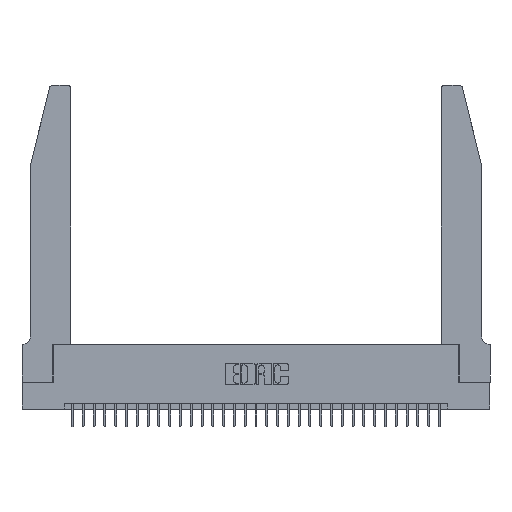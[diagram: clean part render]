
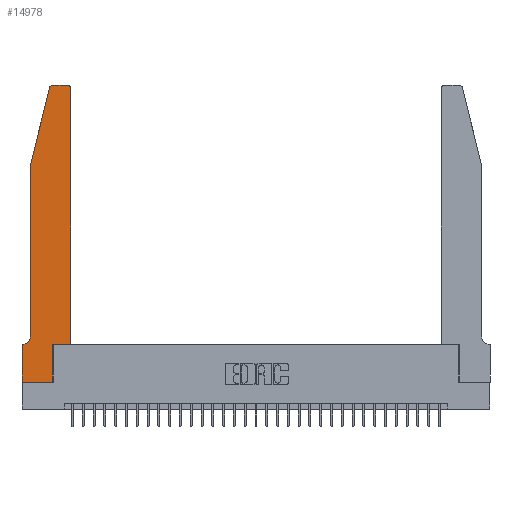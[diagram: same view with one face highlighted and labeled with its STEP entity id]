
A CAD part, top view. The second image highlights one B-rep face of the part: STEP entity #14978.
In plain terms, the highlighted planar face has unit normal (0, 0, 1).
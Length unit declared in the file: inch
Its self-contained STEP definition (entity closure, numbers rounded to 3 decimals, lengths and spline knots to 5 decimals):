
#8 = CIRCLE ( 'NONE', #17103, 0.03 ) ;
#32 = CARTESIAN_POINT ( 'NONE',  ( 0., 0., 0.37 ) ) ;
#794 = CARTESIAN_POINT ( 'NONE',  ( 0.2865, 0.35, 0.37 ) ) ;
#1018 = DIRECTION ( 'NONE',  ( 0., 1., 0. ) ) ;
#1449 = ORIENTED_EDGE ( 'NONE', *, *, #4591, .T. ) ;
#1927 = CARTESIAN_POINT ( 'NONE',  ( 0.0755, 2., 0.37 ) ) ;
#3621 = CARTESIAN_POINT ( 'NONE',  ( 0.4505, 2.72, 0.37 ) ) ;
#4172 = CIRCLE ( 'NONE', #26509, 0.07 ) ;
#4591 = EDGE_CURVE ( 'NONE', #24767, #12280, #10456, .T. ) ;
#4892 = CARTESIAN_POINT ( 'NONE',  ( 0.4205, 2.75, 0.37 ) ) ;
#4901 = EDGE_CURVE ( 'NONE', #21104, #32379, #8, .T. ) ;
#4937 = DIRECTION ( 'NONE',  ( 0., -1., 0. ) ) ;
#5244 = ORIENTED_EDGE ( 'NONE', *, *, #23175, .T. ) ;
#5595 = PLANE ( 'NONE',  #31614 ) ;
#7439 = EDGE_CURVE ( 'NONE', #7633, #17689, #14358, .T. ) ;
#7633 = VERTEX_POINT ( 'NONE', #29502 ) ;
#7685 = ORIENTED_EDGE ( 'NONE', *, *, #23287, .T. ) ;
#7907 = DIRECTION ( 'NONE',  ( 1., 0., 0. ) ) ;
#8657 = ORIENTED_EDGE ( 'NONE', *, *, #23772, .T. ) ;
#8908 = DIRECTION ( 'NONE',  ( 0., 0., -1. ) ) ;
#9011 = CARTESIAN_POINT ( 'NONE',  ( 0.4505, 0.35, 0.37 ) ) ;
#9418 = LINE ( 'NONE', #26079, #28257 ) ;
#9598 = CARTESIAN_POINT ( 'NONE',  ( 0.0055, 0.35, 0.37 ) ) ;
#9721 = CARTESIAN_POINT ( 'NONE',  ( 0.2865, 0., 0.37 ) ) ;
#9874 = CARTESIAN_POINT ( 'NONE',  ( 0.2605, 2.75, 0.37 ) ) ;
#10456 = LINE ( 'NONE', #9011, #21352 ) ;
#10749 = LINE ( 'NONE', #1927, #17231 ) ;
#10796 = DIRECTION ( 'NONE',  ( -0.239, -0.971, 0. ) ) ;
#11344 = VECTOR ( 'NONE', #21536, 39.37008 ) ;
#11407 = EDGE_CURVE ( 'NONE', #15248, #24462, #21420, .T. ) ;
#11524 = ORIENTED_EDGE ( 'NONE', *, *, #11407, .T. ) ;
#11690 = DIRECTION ( 'NONE',  ( 0., -1., 0. ) ) ;
#11971 = CARTESIAN_POINT ( 'NONE',  ( 0.0755, 2., 0.37 ) ) ;
#11990 = LINE ( 'NONE', #19349, #18053 ) ;
#12280 = VERTEX_POINT ( 'NONE', #27883 ) ;
#12879 = DIRECTION ( 'NONE',  ( 1., 0., 0. ) ) ;
#13369 = DIRECTION ( 'NONE',  ( 0., 0., 1. ) ) ;
#14010 = CARTESIAN_POINT ( 'NONE',  ( 0., 0.35, 0.37 ) ) ;
#14358 = LINE ( 'NONE', #32, #21548 ) ;
#14426 = FACE_OUTER_BOUND ( 'NONE', #19829, .T. ) ;
#14978 = ADVANCED_FACE ( 'NONE', ( #14426 ), #5595, .T. ) ;
#15184 = CARTESIAN_POINT ( 'NONE',  ( 0.2865, 0.35, 0.37 ) ) ;
#15248 = VERTEX_POINT ( 'NONE', #29464 ) ;
#15417 = VECTOR ( 'NONE', #27796, 39.37008 ) ;
#15850 = ORIENTED_EDGE ( 'NONE', *, *, #27789, .T. ) ;
#16599 = LINE ( 'NONE', #16974, #11344 ) ;
#16974 = CARTESIAN_POINT ( 'NONE',  ( 0.4505, 0.35, 0.37 ) ) ;
#17103 = AXIS2_PLACEMENT_3D ( 'NONE', #28334, #28230, #18210 ) ;
#17231 = VECTOR ( 'NONE', #4937, 39.37008 ) ;
#17421 = DIRECTION ( 'NONE',  ( -1., 0., 0. ) ) ;
#17689 = VERTEX_POINT ( 'NONE', #9721 ) ;
#17722 = ORIENTED_EDGE ( 'NONE', *, *, #19850, .T. ) ;
#18053 = VECTOR ( 'NONE', #11690, 39.37008 ) ;
#18064 = AXIS2_PLACEMENT_3D ( 'NONE', #23229, #20634, #12879 ) ;
#18210 = DIRECTION ( 'NONE',  ( 1., 0., 0. ) ) ;
#18431 = CARTESIAN_POINT ( 'NONE',  ( 0., 0.35, 0.37 ) ) ;
#18970 = EDGE_CURVE ( 'NONE', #19083, #28641, #4172, .T. ) ;
#19083 = VERTEX_POINT ( 'NONE', #29305 ) ;
#19090 = ORIENTED_EDGE ( 'NONE', *, *, #30009, .T. ) ;
#19349 = CARTESIAN_POINT ( 'NONE',  ( 0., 0., 0.37 ) ) ;
#19829 = EDGE_LOOP ( 'NONE', ( #17722, #11524, #22137, #7685, #32073, #8657, #5244, #20113, #15850, #1449, #19090, #30726 ) ) ;
#19850 = EDGE_CURVE ( 'NONE', #32379, #15248, #23041, .T. ) ;
#20113 = ORIENTED_EDGE ( 'NONE', *, *, #7439, .T. ) ;
#20162 = VERTEX_POINT ( 'NONE', #11971 ) ;
#20634 = DIRECTION ( 'NONE',  ( 0., 0., 1. ) ) ;
#21104 = VERTEX_POINT ( 'NONE', #3621 ) ;
#21352 = VECTOR ( 'NONE', #22056, 39.37008 ) ;
#21420 = CIRCLE ( 'NONE', #18064, 0.03 ) ;
#21536 = DIRECTION ( 'NONE',  ( 0., 1., 0. ) ) ;
#21548 = VECTOR ( 'NONE', #7907, 39.37008 ) ;
#21715 = CARTESIAN_POINT ( 'NONE',  ( 0.0055, 0.42, 0.37 ) ) ;
#22056 = DIRECTION ( 'NONE',  ( 1., 0., 0. ) ) ;
#22069 = DIRECTION ( 'NONE',  ( -1., 0., 0. ) ) ;
#22137 = ORIENTED_EDGE ( 'NONE', *, *, #25443, .T. ) ;
#22606 = VECTOR ( 'NONE', #1018, 39.37008 ) ;
#23041 = LINE ( 'NONE', #9874, #15417 ) ;
#23175 = EDGE_CURVE ( 'NONE', #25095, #7633, #11990, .T. ) ;
#23229 = CARTESIAN_POINT ( 'NONE',  ( 0.284, 2.72, 0.37 ) ) ;
#23287 = EDGE_CURVE ( 'NONE', #20162, #19083, #10749, .T. ) ;
#23772 = EDGE_CURVE ( 'NONE', #28641, #25095, #33223, .T. ) ;
#24462 = VERTEX_POINT ( 'NONE', #29157 ) ;
#24767 = VERTEX_POINT ( 'NONE', #15184 ) ;
#25095 = VERTEX_POINT ( 'NONE', #14010 ) ;
#25118 = CARTESIAN_POINT ( 'NONE',  ( 0.0755, 0.35, 0.37 ) ) ;
#25443 = EDGE_CURVE ( 'NONE', #24462, #20162, #9418, .T. ) ;
#26079 = CARTESIAN_POINT ( 'NONE',  ( 0.0755, 2., 0.37 ) ) ;
#26177 = LINE ( 'NONE', #794, #22606 ) ;
#26509 = AXIS2_PLACEMENT_3D ( 'NONE', #21715, #8908, #22069 ) ;
#27789 = EDGE_CURVE ( 'NONE', #17689, #24767, #26177, .T. ) ;
#27796 = DIRECTION ( 'NONE',  ( -1., 0., 0. ) ) ;
#27883 = CARTESIAN_POINT ( 'NONE',  ( 0.4505, 0.35, 0.37 ) ) ;
#28230 = DIRECTION ( 'NONE',  ( 0., 0., 1. ) ) ;
#28257 = VECTOR ( 'NONE', #10796, 39.37008 ) ;
#28334 = CARTESIAN_POINT ( 'NONE',  ( 0.4205, 2.72, 0.37 ) ) ;
#28641 = VERTEX_POINT ( 'NONE', #9598 ) ;
#29157 = CARTESIAN_POINT ( 'NONE',  ( 0.25487, 2.72718, 0.37 ) ) ;
#29305 = CARTESIAN_POINT ( 'NONE',  ( 0.0755, 0.42, 0.37 ) ) ;
#29464 = CARTESIAN_POINT ( 'NONE',  ( 0.284, 2.75, 0.37 ) ) ;
#29502 = CARTESIAN_POINT ( 'NONE',  ( 0., 0., 0.37 ) ) ;
#30009 = EDGE_CURVE ( 'NONE', #12280, #21104, #16599, .T. ) ;
#30726 = ORIENTED_EDGE ( 'NONE', *, *, #4901, .T. ) ;
#30933 = DIRECTION ( 'NONE',  ( 1., 0., 0. ) ) ;
#31614 = AXIS2_PLACEMENT_3D ( 'NONE', #18431, #13369, #30933 ) ;
#32006 = VECTOR ( 'NONE', #17421, 39.37008 ) ;
#32073 = ORIENTED_EDGE ( 'NONE', *, *, #18970, .T. ) ;
#32379 = VERTEX_POINT ( 'NONE', #4892 ) ;
#33223 = LINE ( 'NONE', #25118, #32006 ) ;
